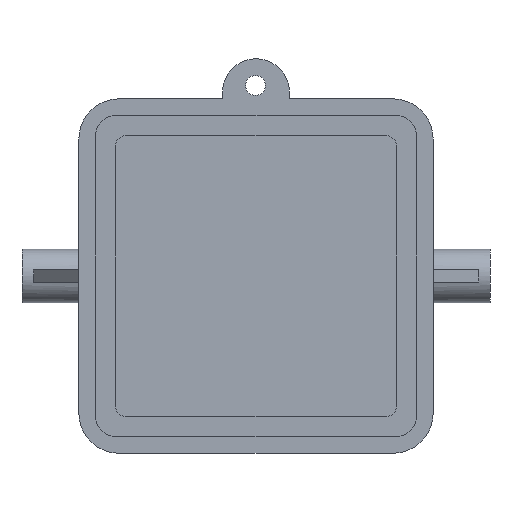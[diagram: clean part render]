
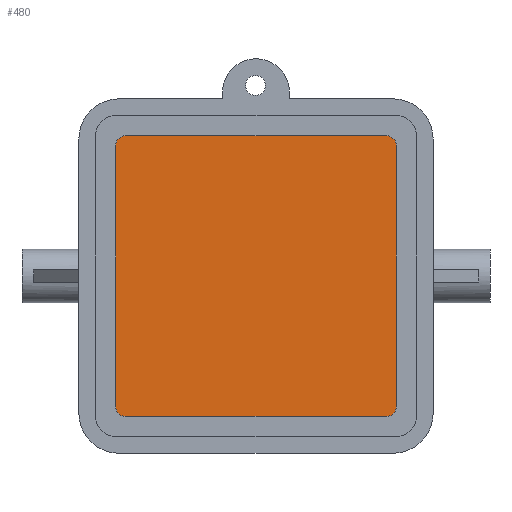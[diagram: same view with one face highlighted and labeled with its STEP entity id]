
A CAD part, front view. The second image highlights one B-rep face of the part: STEP entity #480.
In plain terms, the highlighted planar face has unit normal (0, -1, 0).
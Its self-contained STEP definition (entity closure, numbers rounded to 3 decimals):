
#25 = AXIS2_PLACEMENT_3D ( 'NONE', #3024, #2584, #2626 ) ;
#341 = EDGE_CURVE ( 'NONE', #2014, #2017, #1103, .T. ) ;
#343 = EDGE_CURVE ( 'NONE', #1993, #2007, #1190, .T. ) ;
#348 = EDGE_CURVE ( 'NONE', #2007, #2038, #1412, .T. ) ;
#390 = EDGE_CURVE ( 'NONE', #2017, #1993, #1371, .T. ) ;
#391 = EDGE_CURVE ( 'NONE', #1970, #2014, #1370, .T. ) ;
#407 = EDGE_CURVE ( 'NONE', #2035, #2028, #1348, .T. ) ;
#408 = EDGE_CURVE ( 'NONE', #2038, #2035, #550, .T. ) ;
#410 = EDGE_CURVE ( 'NONE', #2028, #1970, #567, .T. ) ;
#480 = ADVANCED_FACE ( 'NONE', ( #1017 ), #3025, .T. ) ;
#550 = CIRCLE ( 'NONE', #626, 0.75 ) ;
#551 = AXIS2_PLACEMENT_3D ( 'NONE', #2505, #3210, #2698 ) ;
#557 = VECTOR ( 'NONE', #3138, 1000. ) ;
#567 = CIRCLE ( 'NONE', #551, 0.75 ) ;
#573 = VECTOR ( 'NONE', #3000, 1000. ) ;
#626 = AXIS2_PLACEMENT_3D ( 'NONE', #2703, #2445, #2608 ) ;
#638 = VECTOR ( 'NONE', #3202, 1000. ) ;
#1017 = FACE_OUTER_BOUND ( 'NONE', #1699, .T. ) ;
#1103 = CIRCLE ( 'NONE', #1184, 0.75 ) ;
#1138 = AXIS2_PLACEMENT_3D ( 'NONE', #2389, #2419, #2420 ) ;
#1184 = AXIS2_PLACEMENT_3D ( 'NONE', #2421, #2393, #2357 ) ;
#1190 = CIRCLE ( 'NONE', #1138, 0.75 ) ;
#1207 = VECTOR ( 'NONE', #2379, 1000. ) ;
#1348 = LINE ( 'NONE', #2289, #573 ) ;
#1370 = LINE ( 'NONE', #2992, #638 ) ;
#1371 = LINE ( 'NONE', #3103, #557 ) ;
#1412 = LINE ( 'NONE', #2377, #1207 ) ;
#1699 = EDGE_LOOP ( 'NONE', ( #1835, #1833, #1820, #1844, #1800, #1733, #1797, #1769 ) ) ;
#1733 = ORIENTED_EDGE ( 'NONE', *, *, #407, .T. ) ;
#1769 = ORIENTED_EDGE ( 'NONE', *, *, #391, .T. ) ;
#1797 = ORIENTED_EDGE ( 'NONE', *, *, #410, .T. ) ;
#1800 = ORIENTED_EDGE ( 'NONE', *, *, #408, .T. ) ;
#1820 = ORIENTED_EDGE ( 'NONE', *, *, #343, .T. ) ;
#1833 = ORIENTED_EDGE ( 'NONE', *, *, #390, .T. ) ;
#1835 = ORIENTED_EDGE ( 'NONE', *, *, #341, .T. ) ;
#1844 = ORIENTED_EDGE ( 'NONE', *, *, #348, .T. ) ;
#1970 = VERTEX_POINT ( 'NONE', #2588 ) ;
#1993 = VERTEX_POINT ( 'NONE', #3012 ) ;
#2007 = VERTEX_POINT ( 'NONE', #2621 ) ;
#2014 = VERTEX_POINT ( 'NONE', #2784 ) ;
#2017 = VERTEX_POINT ( 'NONE', #2943 ) ;
#2028 = VERTEX_POINT ( 'NONE', #2426 ) ;
#2035 = VERTEX_POINT ( 'NONE', #2587 ) ;
#2038 = VERTEX_POINT ( 'NONE', #2655 ) ;
#2289 = CARTESIAN_POINT ( 'NONE',  ( 23.75, 15.5, -3.5 ) ) ;
#2357 = DIRECTION ( 'NONE',  ( 0., 0., -1. ) ) ;
#2377 = CARTESIAN_POINT ( 'NONE',  ( 3.5, 15.5, -23.75 ) ) ;
#2379 = DIRECTION ( 'NONE',  ( 1., 0., 0. ) ) ;
#2389 = CARTESIAN_POINT ( 'NONE',  ( 3.5, 15.5, -23. ) ) ;
#2393 = DIRECTION ( 'NONE',  ( 0., -1., 0. ) ) ;
#2419 = DIRECTION ( 'NONE',  ( 0., -1., 0. ) ) ;
#2420 = DIRECTION ( 'NONE',  ( 0., 0., -1. ) ) ;
#2421 = CARTESIAN_POINT ( 'NONE',  ( 3.5, 15.5, -3.5 ) ) ;
#2426 = CARTESIAN_POINT ( 'NONE',  ( 23.75, 15.5, -3.5 ) ) ;
#2445 = DIRECTION ( 'NONE',  ( 0., -1., 0. ) ) ;
#2505 = CARTESIAN_POINT ( 'NONE',  ( 23., 15.5, -3.5 ) ) ;
#2584 = DIRECTION ( 'NONE',  ( 0., -1., 0. ) ) ;
#2587 = CARTESIAN_POINT ( 'NONE',  ( 23.75, 15.5, -23. ) ) ;
#2588 = CARTESIAN_POINT ( 'NONE',  ( 23., 15.5, -2.75 ) ) ;
#2608 = DIRECTION ( 'NONE',  ( 0., 0., -1. ) ) ;
#2621 = CARTESIAN_POINT ( 'NONE',  ( 3.5, 15.5, -23.75 ) ) ;
#2626 = DIRECTION ( 'NONE',  ( 0., 0., -1. ) ) ;
#2655 = CARTESIAN_POINT ( 'NONE',  ( 23., 15.5, -23.75 ) ) ;
#2698 = DIRECTION ( 'NONE',  ( 0., 0., -1. ) ) ;
#2703 = CARTESIAN_POINT ( 'NONE',  ( 23., 15.5, -23. ) ) ;
#2784 = CARTESIAN_POINT ( 'NONE',  ( 3.5, 15.5, -2.75 ) ) ;
#2943 = CARTESIAN_POINT ( 'NONE',  ( 2.75, 15.5, -3.5 ) ) ;
#2992 = CARTESIAN_POINT ( 'NONE',  ( 3.5, 15.5, -2.75 ) ) ;
#3000 = DIRECTION ( 'NONE',  ( 0., 0., 1. ) ) ;
#3012 = CARTESIAN_POINT ( 'NONE',  ( 2.75, 15.5, -23. ) ) ;
#3024 = CARTESIAN_POINT ( 'NONE',  ( 3.5, 15.5, -3.5 ) ) ;
#3025 = PLANE ( 'NONE',  #25 ) ;
#3103 = CARTESIAN_POINT ( 'NONE',  ( 2.75, 15.5, -3.5 ) ) ;
#3138 = DIRECTION ( 'NONE',  ( 0., 0., -1. ) ) ;
#3202 = DIRECTION ( 'NONE',  ( -1., 0., 0. ) ) ;
#3210 = DIRECTION ( 'NONE',  ( 0., -1., 0. ) ) ;
